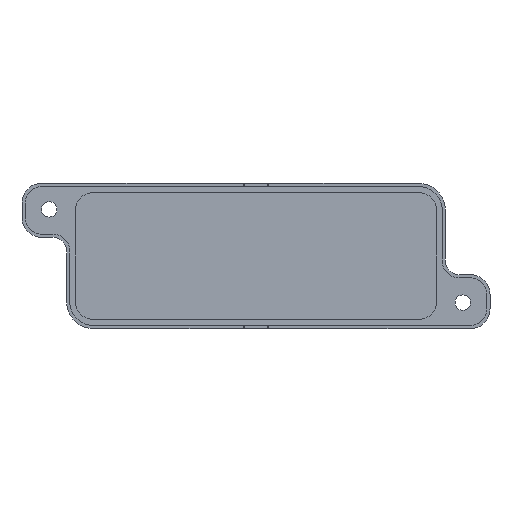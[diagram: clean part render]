
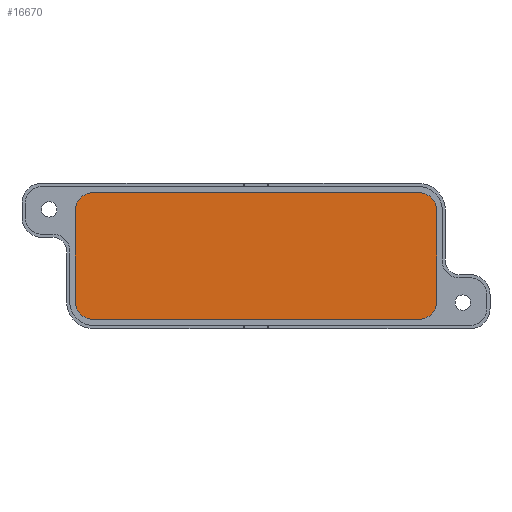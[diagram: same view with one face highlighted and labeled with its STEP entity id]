
A CAD part, front view. The second image highlights one B-rep face of the part: STEP entity #16670.
In plain terms, the highlighted face is planar.
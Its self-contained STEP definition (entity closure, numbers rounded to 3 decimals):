
#11140=CARTESIAN_POINT('',(27.974,-6.201,29.921))
;
#11150=VERTEX_POINT('',#11140);
#11180=CARTESIAN_POINT('',(0.,-6.201,29.921));
#11190=DIRECTION('',(-1.,0.,-0.));
#11200=VECTOR('',#11190,1.);
#11210=LINE('',#11180,#11200);
#11220=CARTESIAN_POINT('',(163.974,-6.201,29.921))
;
#11230=VERTEX_POINT('',#11220);
#11240=EDGE_CURVE('',#11230,#11150,#11210,.T.);
#16010=CARTESIAN_POINT('',(174.856,-6.201,30.749))
;
#16020=DIRECTION('',(-0.,1.,0.));
#16030=DIRECTION('',(1.,0.,0.));
#16040=AXIS2_PLACEMENT_3D('',#16010,#16020,#16030);
#16050=PLANE('',#16040);
#16060=ORIENTED_EDGE('',*,*,#11240,.F.);
#16070=CARTESIAN_POINT('',(27.974,-6.201,22.321))
;
#16080=DIRECTION('',(0.,-1.,0.));
#16090=DIRECTION('',(1.,0.,0.));
#16100=AXIS2_PLACEMENT_3D('',#16070,#16080,#16090);
#16110=CIRCLE('',#16100,7.6);
#16120=CARTESIAN_POINT('',(20.374,-6.201,22.321))
;
#16130=VERTEX_POINT('',#16120);
#16140=EDGE_CURVE('',#11150,#16130,#16110,.T.);
#16150=ORIENTED_EDGE('',*,*,#16140,.F.);
#16160=CARTESIAN_POINT('',(20.374,-6.201,0.));
#16170=DIRECTION('',(0.,-0.,1.));
#16180=VECTOR('',#16170,1.);
#16190=LINE('',#16160,#16180);
#16200=CARTESIAN_POINT('',(20.374,-6.201,-15.479)
);
#16210=VERTEX_POINT('',#16200);
#16220=EDGE_CURVE('',#16210,#16130,#16190,.T.);
#16230=ORIENTED_EDGE('',*,*,#16220,.T.);
#16240=CARTESIAN_POINT('',(27.974,-6.201,-15.479)
);
#16250=DIRECTION('',(0.,-1.,0.));
#16260=DIRECTION('',(1.,0.,0.));
#16270=AXIS2_PLACEMENT_3D('',#16240,#16250,#16260);
#16280=CIRCLE('',#16270,7.6);
#16290=CARTESIAN_POINT('',(27.974,-6.201,-23.079)
);
#16300=VERTEX_POINT('',#16290);
#16310=EDGE_CURVE('',#16210,#16300,#16280,.T.);
#16320=ORIENTED_EDGE('',*,*,#16310,.F.);
#16330=CARTESIAN_POINT('',(0.,-6.201,-23.079));
#16340=DIRECTION('',(1.,0.,-0.));
#16350=VECTOR('',#16340,1.);
#16360=LINE('',#16330,#16350);
#16370=CARTESIAN_POINT('',(163.974,-6.201,-23.079)
);
#16380=VERTEX_POINT('',#16370);
#16390=EDGE_CURVE('',#16300,#16380,#16360,.T.);
#16400=ORIENTED_EDGE('',*,*,#16390,.F.);
#16410=CARTESIAN_POINT('',(163.974,-6.201,-15.479)
);
#16420=DIRECTION('',(0.,-1.,0.));
#16430=DIRECTION('',(1.,0.,0.));
#16440=AXIS2_PLACEMENT_3D('',#16410,#16420,#16430);
#16450=CIRCLE('',#16440,7.6);
#16460=CARTESIAN_POINT('',(171.574,-6.201,-15.479)
);
#16470=VERTEX_POINT('',#16460);
#16480=EDGE_CURVE('',#16380,#16470,#16450,.T.);
#16490=ORIENTED_EDGE('',*,*,#16480,.F.);
#16500=CARTESIAN_POINT('',(171.574,-6.201,0.));
#16510=DIRECTION('',(0.,0.,1.));
#16520=VECTOR('',#16510,1.);
#16530=LINE('',#16500,#16520);
#16540=CARTESIAN_POINT('',(171.574,-6.201,22.321))
;
#16550=VERTEX_POINT('',#16540);
#16560=EDGE_CURVE('',#16470,#16550,#16530,.T.);
#16570=ORIENTED_EDGE('',*,*,#16560,.F.);
#16580=CARTESIAN_POINT('',(163.974,-6.201,22.321))
;
#16590=DIRECTION('',(0.,-1.,0.));
#16600=DIRECTION('',(1.,0.,0.));
#16610=AXIS2_PLACEMENT_3D('',#16580,#16590,#16600);
#16620=CIRCLE('',#16610,7.6);
#16630=EDGE_CURVE('',#16550,#11230,#16620,.T.);
#16640=ORIENTED_EDGE('',*,*,#16630,.F.);
#16650=EDGE_LOOP('',(#16640,#16570,#16490,#16400,#16320,#16230,#16150,
#16060));
#16660=FACE_OUTER_BOUND('',#16650,.T.);
#16670=ADVANCED_FACE('',(#16660),#16050,.T.);
